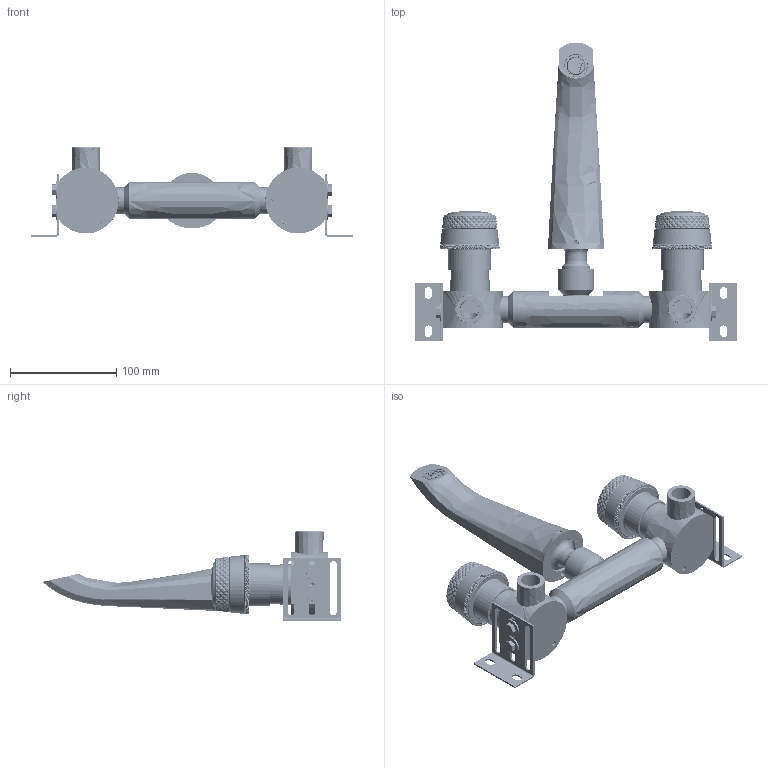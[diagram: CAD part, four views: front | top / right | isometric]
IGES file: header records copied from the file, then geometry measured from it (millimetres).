
Global section: file name: T10KA17-1CCR 1CBR; native system: Autodesk Inventor 2024; preprocessor: unknown; author: pbiran; date: 20241101.115901; units: millimetre
Bounding box: 302 x 281.08 x 84 mm (x, y, z)
Volume: 629547.3 mm3; surface area: 276807.9 mm2
Topology: 61 solids, 62 shells, 13162 faces, 30122 edges, 17358 vertices
Faces by surface type: bspline 13158, offset 4
